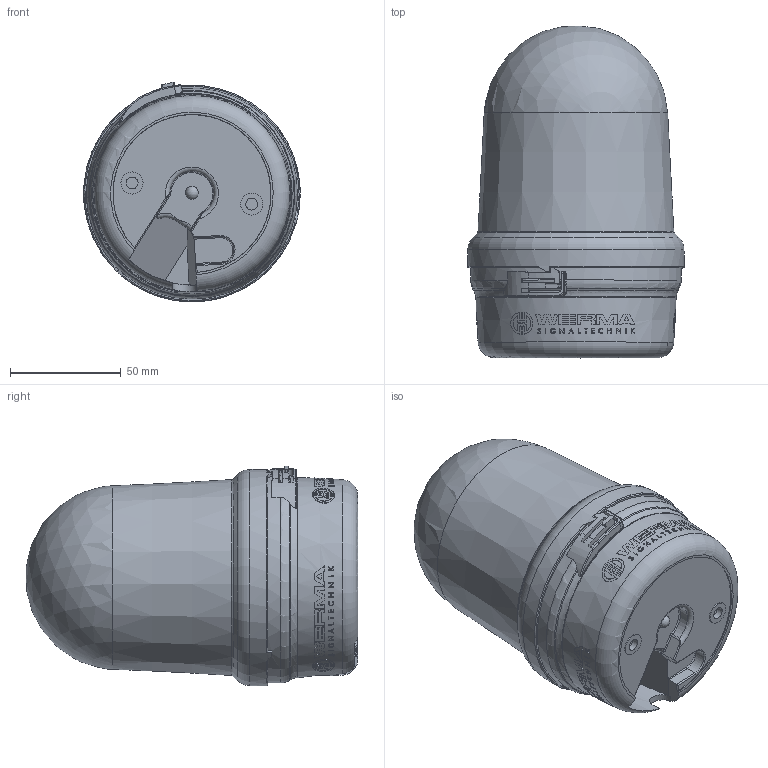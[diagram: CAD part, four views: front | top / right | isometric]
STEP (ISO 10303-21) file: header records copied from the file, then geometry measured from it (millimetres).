
FILE_DESCRIPTION(/* description */ ('Customer part'),/* implementation_level */ '2;1');
FILE_NAME(/* name */ '800000009747_PRT_000.step',/* time_stamp */ '2018-07-16T18:13:26+02:00',/* author */ ('IMPORT'),/* organization */ ('WERMA Signaltechnik GmbH+Co.KG'),/* preprocessor_version */ 'ST-DEVELOPER v17',/* originating_system */ 'Autodesk Inventor 2018',/* authorisation */ 'public');
FILE_SCHEMA (('AUTOMOTIVE_DESIGN { 1 0 10303 214 3 1 1 }'));
Length unit declared in the file: millimetre
Products named in the file (1): 800000009747
Bounding box: 97.93 x 150.12 x 99.36 mm (x, y, z)
Volume: 811287 mm3; surface area: 52977.8 mm2
Topology: 1 solids, 7 shells, 897 faces, 2393 edges, 1586 vertices
Faces by surface type: plane 588, cylinder 181, cone 80, torus 30, bspline 16, sphere 2
Full cylindrical faces by diameter (mm): 5.4 x2, 10 x2, 10.4 x2, 90.7 x1, 95.4 x1, 98 x1
Entity records: 32303 total; most frequent: CARTESIAN_POINT 10068, ORIENTED_EDGE 4780, DIRECTION 4504, EDGE_CURVE 2390, AXIS2_PLACEMENT_3D 1738, VERTEX_POINT 1586, LINE 1028, VECTOR 1028
